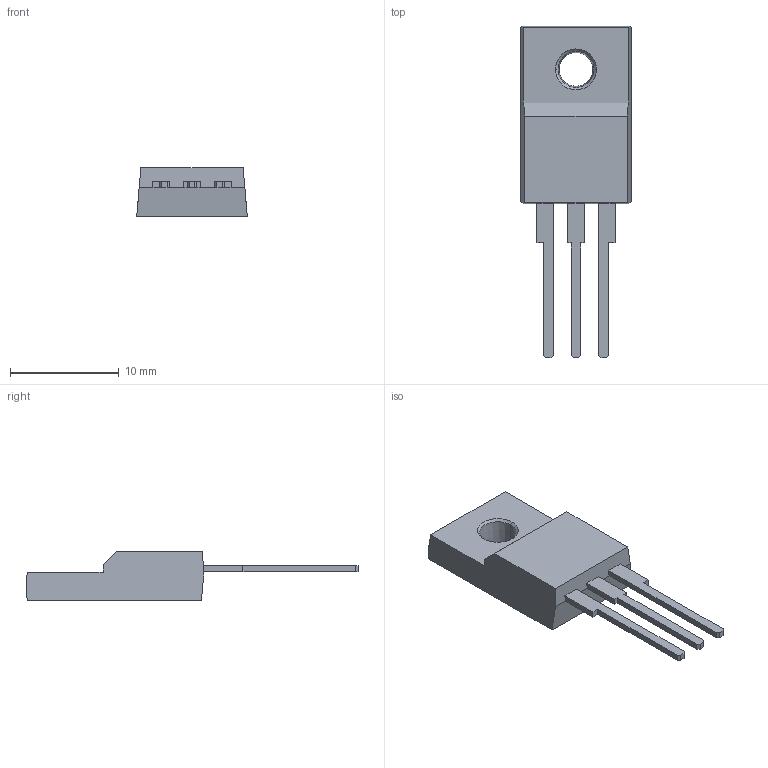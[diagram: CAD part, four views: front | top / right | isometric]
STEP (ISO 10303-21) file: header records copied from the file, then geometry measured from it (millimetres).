
FILE_DESCRIPTION (( 'STEP AP214' ), '1' );
FILE_NAME ('L7805.STEP', '2023-01-19T18:23:08', ( '' ), ( '' ), 'SwSTEP 2.0', 'SolidWorks 2017', '' );
FILE_SCHEMA (( 'AUTOMOTIVE_DESIGN' ));
Length unit declared in the file: millimetre
Products named in the file (1): L7805
Bounding box: 10.2 x 30.6 x 4.5 mm (x, y, z)
Volume: 585.4 mm3; surface area: 669 mm2
Topology: 4 solids, 4 shells, 47 faces, 115 edges, 76 vertices
Faces by surface type: plane 43, cone 4
Entity records: 1424 total; most frequent: CARTESIAN_POINT 239, ORIENTED_EDGE 230, DIRECTION 217, EDGE_CURVE 115, VECTOR 109, LINE 109, VERTEX_POINT 76, AXIS2_PLACEMENT_3D 54
